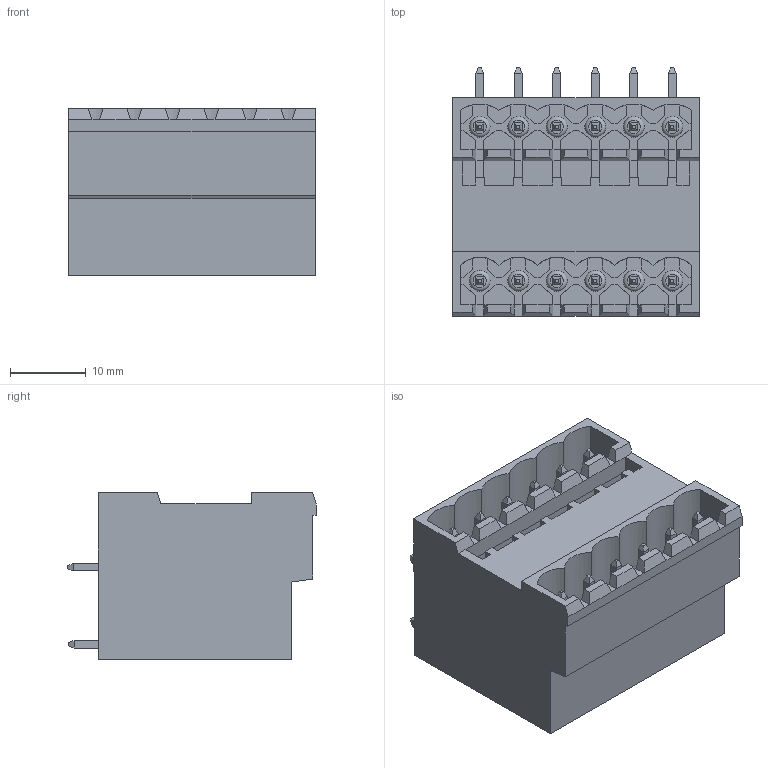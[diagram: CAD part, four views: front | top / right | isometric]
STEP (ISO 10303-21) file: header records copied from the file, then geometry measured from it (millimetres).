
FILE_DESCRIPTION( ( 'Unknown' ), '1' );
FILE_NAME( '691331510012.stp', 'Unknown', ( 'Unknown' ), ( 'Unknown' ), 'PSStep 18.0.17', 'Unknown', ' ' );
FILE_SCHEMA( ( 'AUTOMOTIVE_DESIGN { 1 0 10303 214 1 1 1 1 }' ) );
Length unit declared in the file: millimetre
Products named in the file (5): Assem1; 6913315100xx_PIN LONGUE; 6913315100xx_PIN; 691331510012; 691331510012_CAPOT
Assembly tree (14 placements, depth 2):
  Assem1
    6913315100xx_PIN LONGUE  x6
    6913315100xx_PIN  x6
    691331510012
    691331510012_CAPOT
Bounding box: 32.48 x 32.8 x 22 mm (x, y, z)
Volume: 6933.2 mm3; surface area: 13454.4 mm2
Topology: 14 solids, 14 shells, 898 faces, 2422 edges, 1570 vertices
Faces by surface type: plane 820, cylinder 66, torus 12
Full cylindrical faces by diameter (mm): 1.7 x10, 2.75 x12
Entity records: 28880 total; most frequent: CARTESIAN_POINT 4087, ORIENTED_EDGE 4012, DIRECTION 3640, EDGE_CURVE 2006, LINE 1858, VECTOR 1858, VERTEX_POINT 1338, AXIS2_PLACEMENT_3D 891
